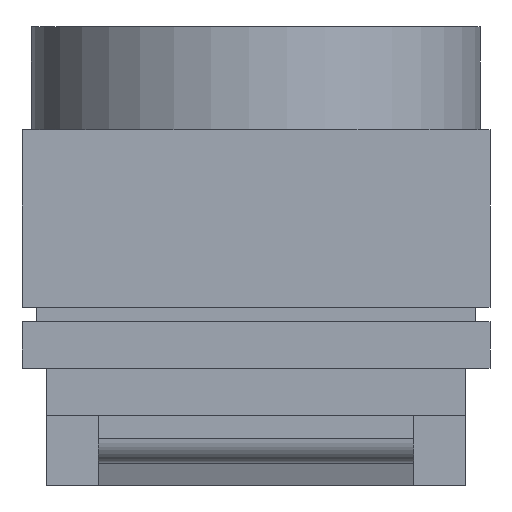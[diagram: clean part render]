
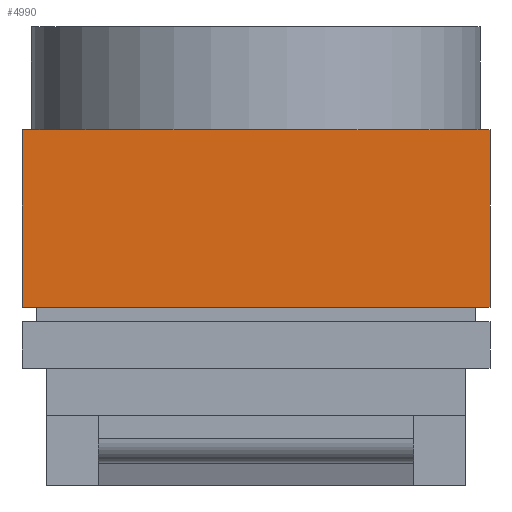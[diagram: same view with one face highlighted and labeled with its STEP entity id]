
A CAD part, left-side view. The second image highlights one B-rep face of the part: STEP entity #4990.
In plain terms, the highlighted planar face has unit normal (-1, 0, 0).
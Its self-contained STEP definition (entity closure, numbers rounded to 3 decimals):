
#548=ORIENTED_EDGE('',*,*,#1511,.F.);
#549=ORIENTED_EDGE('',*,*,#1512,.T.);
#550=ORIENTED_EDGE('',*,*,#1436,.T.);
#551=ORIENTED_EDGE('',*,*,#1513,.F.);
#1436=EDGE_CURVE('',#1920,#1919,#2310,.T.);
#1511=EDGE_CURVE('',#1994,#1995,#2314,.T.);
#1512=EDGE_CURVE('',#1994,#1920,#2315,.T.);
#1513=EDGE_CURVE('',#1995,#1919,#2316,.T.);
#1919=VERTEX_POINT('',#6428);
#1920=VERTEX_POINT('',#6430);
#1994=VERTEX_POINT('',#6923);
#1995=VERTEX_POINT('',#6924);
#2310=LINE('',#6429,#2673);
#2314=LINE('',#6922,#2677);
#2315=LINE('',#6925,#2678);
#2316=LINE('',#6926,#2679);
#2673=VECTOR('',#5601,1000.);
#2677=VECTOR('',#5615,1000.);
#2678=VECTOR('',#5616,1000.);
#2679=VECTOR('',#5617,1000.);
#2926=EDGE_LOOP('',(#548,#549,#550,#551));
#3161=FACE_BOUND('',#2926,.T.);
#3379=PLANE('',#5206);
#4990=ADVANCED_FACE('',(#3161),#3379,.F.);
#5206=AXIS2_PLACEMENT_3D('',#6921,#5613,#5614);
#5601=DIRECTION('',(0.,-1.,0.));
#5613=DIRECTION('',(1.,0.,0.));
#5614=DIRECTION('',(0.,0.,-1.));
#5615=DIRECTION('',(0.,-1.,0.));
#5616=DIRECTION('',(0.,0.,-1.));
#5617=DIRECTION('',(0.,0.,-1.));
#6428=CARTESIAN_POINT('',(-5.,-5.,0.));
#6429=CARTESIAN_POINT('',(-5.,5.,0.));
#6430=CARTESIAN_POINT('',(-5.,5.,0.));
#6921=CARTESIAN_POINT('',(-5.,5.,6.));
#6922=CARTESIAN_POINT('',(-5.,5.,3.8));
#6923=CARTESIAN_POINT('',(-5.,5.,3.8));
#6924=CARTESIAN_POINT('',(-5.,-5.,3.8));
#6925=CARTESIAN_POINT('',(-5.,5.,6.));
#6926=CARTESIAN_POINT('',(-5.,-5.,6.));
